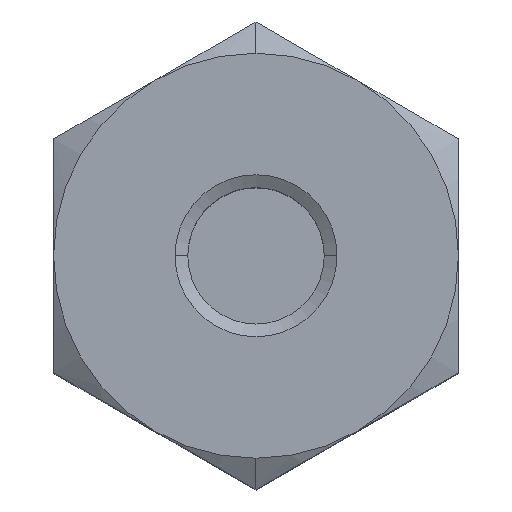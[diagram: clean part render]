
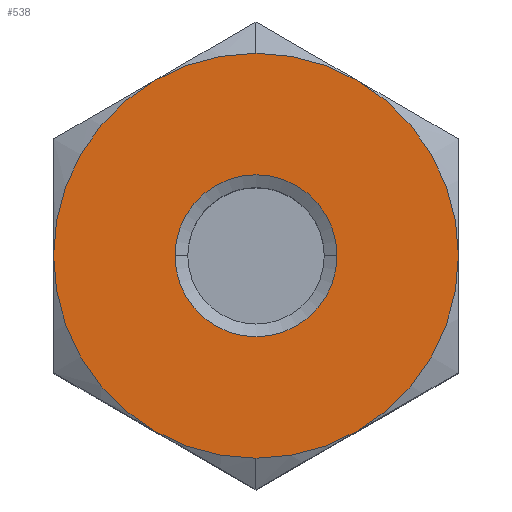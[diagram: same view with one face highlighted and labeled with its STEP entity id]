
A CAD part, top view. The second image highlights one B-rep face of the part: STEP entity #538.
In plain terms, the highlighted planar face has unit normal (0, 0, 1).
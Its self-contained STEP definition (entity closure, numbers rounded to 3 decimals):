
#534=VERTEX_POINT('',#1490);
#538=ADVANCED_FACE('',(#1495,#1496),#1497,.T.);
#630=EDGE_CURVE('',#964,#1050,#1599,.T.);
#674=VERTEX_POINT('',#1646);
#678=VERTEX_POINT('',#1650);
#720=VERTEX_POINT('',#1696);
#724=EDGE_CURVE('',#766,#534,#1700,.T.);
#726=EDGE_CURVE('',#674,#678,#1702,.T.);
#730=EDGE_CURVE('',#1196,#720,#1706,.T.);
#766=VERTEX_POINT('',#1745);
#810=VERTEX_POINT('',#1797);
#964=VERTEX_POINT('',#1970);
#1050=VERTEX_POINT('',#2067);
#1096=VERTEX_POINT('',#2122);
#1144=EDGE_CURVE('',#534,#1196,#2173,.T.);
#1196=VERTEX_POINT('',#2231);
#1228=EDGE_CURVE('',#1096,#674,#2269,.T.);
#1350=EDGE_CURVE('',#1050,#964,#2403,.T.);
#1372=EDGE_CURVE('',#810,#1096,#2425,.T.);
#1400=EDGE_CURVE('',#678,#766,#2458,.T.);
#1438=EDGE_CURVE('',#720,#810,#2500,.T.);
#1490=CARTESIAN_POINT('',(-7.5,12.99,0.));
#1495=FACE_BOUND('',#2595,.T.);
#1496=FACE_OUTER_BOUND('',#2596,.T.);
#1497=PLANE('',#2597);
#1599=CIRCLE('',#2785,6.);
#1646=CARTESIAN_POINT('',(0.,-15.0,0.));
#1650=CARTESIAN_POINT('',(-7.5,-12.99,0.));
#1696=CARTESIAN_POINT('',(7.5,12.99,0.));
#1700=CIRCLE('',#2980,15.0);
#1702=CIRCLE('',#2983,15.0);
#1706=CIRCLE('',#2998,15.0);
#1745=CARTESIAN_POINT('',(-15.0,0.,0.));
#1797=CARTESIAN_POINT('',(15.0,0.,0.));
#1970=CARTESIAN_POINT('',(-6.,0.,0.));
#2067=CARTESIAN_POINT('',(6.,0.,0.));
#2122=CARTESIAN_POINT('',(7.5,-12.99,0.));
#2173=CIRCLE('',#3889,15.0);
#2231=CARTESIAN_POINT('',(0.,15.,0.));
#2269=CIRCLE('',#4074,15.0);
#2403=CIRCLE('',#4331,6.);
#2425=CIRCLE('',#4372,15.0);
#2458=CIRCLE('',#4431,15.0);
#2500=CIRCLE('',#4513,15.0);
#2595=EDGE_LOOP('',(#4554,#4555));
#2596=EDGE_LOOP('',(#4556,#4557,#4558,#4559,#4560,#4561,#4562,#4563));
#2597=AXIS2_PLACEMENT_3D('',#4564,#4565,#4566);
#2785=AXIS2_PLACEMENT_3D('',#4673,#4674,#4675);
#2980=AXIS2_PLACEMENT_3D('',#4752,#4753,#4754);
#2983=AXIS2_PLACEMENT_3D('',#4755,#4756,#4757);
#2998=AXIS2_PLACEMENT_3D('',#4758,#4759,#4760);
#3889=AXIS2_PLACEMENT_3D('',#5317,#5318,#5319);
#4074=AXIS2_PLACEMENT_3D('',#5452,#5453,#5454);
#4331=AXIS2_PLACEMENT_3D('',#5573,#5574,#5575);
#4372=AXIS2_PLACEMENT_3D('',#5585,#5586,#5587);
#4431=AXIS2_PLACEMENT_3D('',#5640,#5641,#5642);
#4513=AXIS2_PLACEMENT_3D('',#5698,#5699,#5700);
#4554=ORIENTED_EDGE('',*,*,#630,.T.);
#4555=ORIENTED_EDGE('',*,*,#1350,.T.);
#4556=ORIENTED_EDGE('',*,*,#1144,.F.);
#4557=ORIENTED_EDGE('',*,*,#724,.F.);
#4558=ORIENTED_EDGE('',*,*,#1400,.F.);
#4559=ORIENTED_EDGE('',*,*,#726,.F.);
#4560=ORIENTED_EDGE('',*,*,#1228,.F.);
#4561=ORIENTED_EDGE('',*,*,#1372,.F.);
#4562=ORIENTED_EDGE('',*,*,#1438,.F.);
#4563=ORIENTED_EDGE('',*,*,#730,.F.);
#4564=CARTESIAN_POINT('',(0.,10.027,0.));
#4565=DIRECTION('',(0.,0.,1.0));
#4566=DIRECTION('',(0.,1.0,0.));
#4673=CARTESIAN_POINT('',(0.,0.,0.));
#4674=DIRECTION('',(0.,0.,-1.0));
#4675=DIRECTION('',(-1.0,0.,0.));
#4752=CARTESIAN_POINT('',(0.,0.,0.));
#4753=DIRECTION('',(0.,0.,-1.0));
#4754=DIRECTION('',(0.,1.0,0.));
#4755=CARTESIAN_POINT('',(0.,0.,0.));
#4756=DIRECTION('',(0.,0.,-1.0));
#4757=DIRECTION('',(0.,1.0,0.));
#4758=CARTESIAN_POINT('',(0.,0.,0.));
#4759=DIRECTION('',(0.,0.,-1.0));
#4760=DIRECTION('',(0.,1.0,0.));
#5317=CARTESIAN_POINT('',(0.,0.,0.));
#5318=DIRECTION('',(0.,0.,-1.0));
#5319=DIRECTION('',(0.,1.0,0.));
#5452=CARTESIAN_POINT('',(0.,0.,0.));
#5453=DIRECTION('',(0.,0.,-1.0));
#5454=DIRECTION('',(0.,1.0,0.));
#5573=CARTESIAN_POINT('',(0.,0.,0.));
#5574=DIRECTION('',(0.,0.,-1.0));
#5575=DIRECTION('',(-1.0,0.,0.));
#5585=CARTESIAN_POINT('',(0.,0.,0.));
#5586=DIRECTION('',(0.,0.,-1.0));
#5587=DIRECTION('',(0.,1.0,0.));
#5640=CARTESIAN_POINT('',(0.,0.,0.));
#5641=DIRECTION('',(0.,0.,-1.0));
#5642=DIRECTION('',(0.,1.0,0.));
#5698=CARTESIAN_POINT('',(0.,0.,0.));
#5699=DIRECTION('',(0.,0.,-1.0));
#5700=DIRECTION('',(0.,1.0,0.));
